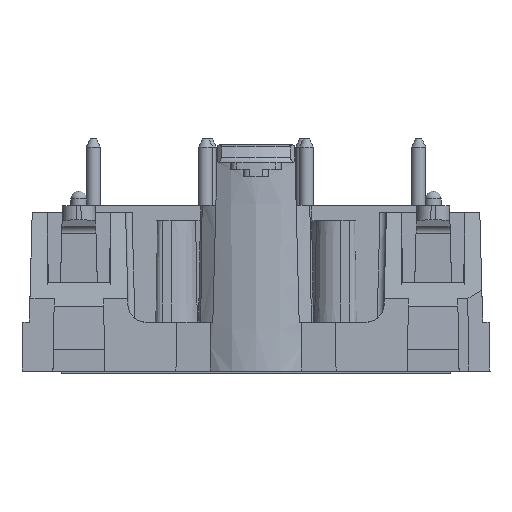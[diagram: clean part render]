
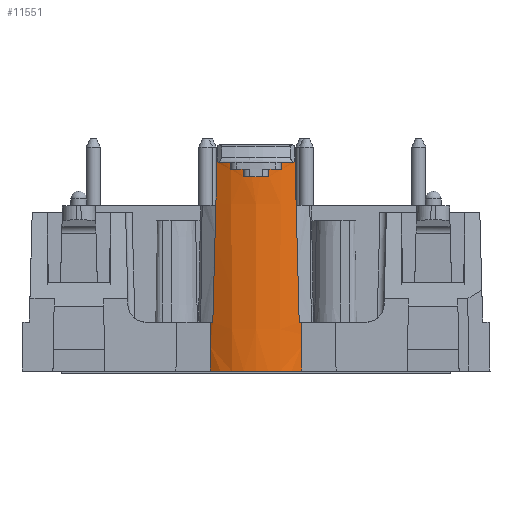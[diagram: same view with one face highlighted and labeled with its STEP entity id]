
A CAD part, left-side view. The second image highlights one B-rep face of the part: STEP entity #11551.
In plain terms, the highlighted conical face has half-angle 0.516 degrees and reference radius 5.5 mm.
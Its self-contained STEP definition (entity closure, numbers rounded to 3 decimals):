
#46=ELLIPSE('',#12034,283.039,6.957);
#47=ELLIPSE('',#12050,283.039,6.957);
#131=ELLIPSE('',#12257,248.172,3.71);
#132=ELLIPSE('',#12260,248.172,3.71);
#432=LINE('',#16064,#1186);
#435=LINE('',#16072,#1189);
#438=LINE('',#16080,#1192);
#441=LINE('',#16088,#1195);
#1186=VECTOR('',#13213,1000.);
#1189=VECTOR('',#13222,1000.);
#1192=VECTOR('',#13231,1000.);
#1195=VECTOR('',#13240,1000.);
#2219=CIRCLE('',#12032,5.5);
#2220=CIRCLE('',#12036,5.6);
#2221=CIRCLE('',#12039,5.595);
#2222=CIRCLE('',#12042,5.591);
#2223=CIRCLE('',#12045,5.595);
#2224=CIRCLE('',#12048,5.6);
#2226=CIRCLE('',#12054,5.5);
#2244=CIRCLE('',#12259,5.469);
#3307=ORIENTED_EDGE('',*,*,#5304,.T.);
#3308=ORIENTED_EDGE('',*,*,#5305,.F.);
#3309=ORIENTED_EDGE('',*,*,#4974,.T.);
#3310=ORIENTED_EDGE('',*,*,#4971,.T.);
#3311=ORIENTED_EDGE('',*,*,#4969,.T.);
#3312=ORIENTED_EDGE('',*,*,#4967,.T.);
#3313=ORIENTED_EDGE('',*,*,#4965,.T.);
#3314=ORIENTED_EDGE('',*,*,#4963,.T.);
#3315=ORIENTED_EDGE('',*,*,#4961,.T.);
#3316=ORIENTED_EDGE('',*,*,#4959,.T.);
#3317=ORIENTED_EDGE('',*,*,#4957,.T.);
#3318=ORIENTED_EDGE('',*,*,#4955,.T.);
#3319=ORIENTED_EDGE('',*,*,#4953,.T.);
#3320=ORIENTED_EDGE('',*,*,#4951,.T.);
#3321=ORIENTED_EDGE('',*,*,#4950,.T.);
#3322=ORIENTED_EDGE('',*,*,#5303,.F.);
#4950=EDGE_CURVE('',#6068,#6069,#2219,.T.);
#4951=EDGE_CURVE('',#6070,#6068,#46,.T.);
#4953=EDGE_CURVE('',#6071,#6070,#2220,.T.);
#4955=EDGE_CURVE('',#6072,#6071,#432,.T.);
#4957=EDGE_CURVE('',#6073,#6072,#2221,.T.);
#4959=EDGE_CURVE('',#6074,#6073,#435,.T.);
#4961=EDGE_CURVE('',#6075,#6074,#2222,.T.);
#4963=EDGE_CURVE('',#6076,#6075,#438,.T.);
#4965=EDGE_CURVE('',#6077,#6076,#2223,.T.);
#4967=EDGE_CURVE('',#6078,#6077,#441,.T.);
#4969=EDGE_CURVE('',#6079,#6078,#2224,.T.);
#4971=EDGE_CURVE('',#6080,#6079,#47,.T.);
#4974=EDGE_CURVE('',#6081,#6080,#2226,.T.);
#5303=EDGE_CURVE('',#6318,#6069,#131,.T.);
#5304=EDGE_CURVE('',#6318,#6319,#2244,.T.);
#5305=EDGE_CURVE('',#6081,#6319,#132,.T.);
#6068=VERTEX_POINT('',#16051);
#6069=VERTEX_POINT('',#16053);
#6070=VERTEX_POINT('',#16057);
#6071=VERTEX_POINT('',#16061);
#6072=VERTEX_POINT('',#16065);
#6073=VERTEX_POINT('',#16069);
#6074=VERTEX_POINT('',#16073);
#6075=VERTEX_POINT('',#16077);
#6076=VERTEX_POINT('',#16081);
#6077=VERTEX_POINT('',#16085);
#6078=VERTEX_POINT('',#16089);
#6079=VERTEX_POINT('',#16093);
#6080=VERTEX_POINT('',#16097);
#6081=VERTEX_POINT('',#16101);
#6318=VERTEX_POINT('',#16770);
#6319=VERTEX_POINT('',#16774);
#6923=EDGE_LOOP('',(#3307,#3308,#3309,#3310,#3311,#3312,#3313,#3314,#3315,
#3316,#3317,#3318,#3319,#3320,#3321,#3322));
#7527=FACE_BOUND('',#6923,.T.);
#7950=CONICAL_SURFACE('',#12258,5.5,0.009);
#11551=ADVANCED_FACE('',(#7527),#7950,.T.);
#12032=AXIS2_PLACEMENT_3D('',#16054,#13199,#13200);
#12034=AXIS2_PLACEMENT_3D('',#16056,#13203,#13204);
#12036=AXIS2_PLACEMENT_3D('',#16060,#13208,#13209);
#12039=AXIS2_PLACEMENT_3D('',#16068,#13217,#13218);
#12042=AXIS2_PLACEMENT_3D('',#16076,#13226,#13227);
#12045=AXIS2_PLACEMENT_3D('',#16084,#13235,#13236);
#12048=AXIS2_PLACEMENT_3D('',#16092,#13244,#13245);
#12050=AXIS2_PLACEMENT_3D('',#16096,#13249,#13250);
#12054=AXIS2_PLACEMENT_3D('',#16102,#13257,#13258);
#12257=AXIS2_PLACEMENT_3D('',#16771,#13892,#13893);
#12258=AXIS2_PLACEMENT_3D('',#16772,#13894,#13895);
#12259=AXIS2_PLACEMENT_3D('',#16773,#13896,#13897);
#12260=AXIS2_PLACEMENT_3D('',#16775,#13898,#13899);
#13199=DIRECTION('',(0.,0.,-1.));
#13200=DIRECTION('',(-1.,0.,0.));
#13203=DIRECTION('',(0.,-1.,-0.026));
#13204=DIRECTION('',(0.,-0.026,1.));
#13208=DIRECTION('',(0.,0.,-1.));
#13209=DIRECTION('',(-1.,0.,0.));
#13213=DIRECTION('',(-0.009,0.,1.));
#13217=DIRECTION('',(0.,0.,-1.));
#13218=DIRECTION('',(-1.,0.,0.));
#13222=DIRECTION('',(-0.009,0.,1.));
#13226=DIRECTION('',(0.,0.,-1.));
#13227=DIRECTION('',(-1.,0.,0.));
#13231=DIRECTION('',(0.009,0.,-1.));
#13235=DIRECTION('',(0.,0.,-1.));
#13236=DIRECTION('',(-1.,0.,0.));
#13240=DIRECTION('',(0.009,0.,-1.));
#13244=DIRECTION('',(0.,0.,-1.));
#13245=DIRECTION('',(-1.,0.,0.));
#13249=DIRECTION('',(0.,1.,-0.026));
#13250=DIRECTION('',(0.,0.026,1.));
#13257=DIRECTION('',(0.,0.,-1.));
#13258=DIRECTION('',(-1.,0.,0.));
#13892=DIRECTION('',(1.,0.,0.017));
#13893=DIRECTION('',(-0.017,0.,1.));
#13894=DIRECTION('',(0.,0.,1.));
#13895=DIRECTION('',(-1.,0.,0.));
#13896=DIRECTION('',(0.,0.,1.));
#13897=DIRECTION('',(1.,0.,0.));
#13898=DIRECTION('',(1.,0.,0.017));
#13899=DIRECTION('',(-0.017,0.,1.));
#16051=CARTESIAN_POINT('',(-32.11,3.,3.25));
#16053=CARTESIAN_POINT('',(-32.,3.162,3.25));
#16054=CARTESIAN_POINT('',(-27.5,0.,3.25));
#16056=CARTESIAN_POINT('',(-27.5,-2.549,215.159));
#16057=CARTESIAN_POINT('',(-32.401,2.709,14.35));
#16060=CARTESIAN_POINT('',(-27.5,0.,14.35));
#16061=CARTESIAN_POINT('',(-32.82,1.75,14.35));
#16064=CARTESIAN_POINT('',(-32.817,1.75,14.1));
#16065=CARTESIAN_POINT('',(-32.815,1.75,13.85));
#16068=CARTESIAN_POINT('',(-27.5,0.,13.85));
#16069=CARTESIAN_POINT('',(-33.023,0.9,13.85));
#16072=CARTESIAN_POINT('',(-33.02,0.9,13.6));
#16073=CARTESIAN_POINT('',(-33.018,0.9,13.35));
#16076=CARTESIAN_POINT('',(-27.5,0.,13.35));
#16077=CARTESIAN_POINT('',(-33.018,-0.9,13.35));
#16080=CARTESIAN_POINT('',(-33.02,-0.9,13.6));
#16081=CARTESIAN_POINT('',(-33.023,-0.9,13.85));
#16084=CARTESIAN_POINT('',(-27.5,0.,13.85));
#16085=CARTESIAN_POINT('',(-32.815,-1.75,13.85));
#16088=CARTESIAN_POINT('',(-32.817,-1.75,14.1));
#16089=CARTESIAN_POINT('',(-32.82,-1.75,14.35));
#16092=CARTESIAN_POINT('',(-27.5,0.,14.35));
#16093=CARTESIAN_POINT('',(-32.401,-2.709,14.35));
#16096=CARTESIAN_POINT('',(-27.5,2.549,215.159));
#16097=CARTESIAN_POINT('',(-32.11,-3.,3.25));
#16101=CARTESIAN_POINT('',(-32.,-3.162,3.25));
#16102=CARTESIAN_POINT('',(-27.5,0.,3.25));
#16770=CARTESIAN_POINT('',(-31.941,3.193,-0.15));
#16771=CARTESIAN_POINT('',(-29.735,0.,-126.486));
#16772=CARTESIAN_POINT('',(-27.5,0.,3.25));
#16773=CARTESIAN_POINT('',(-27.5,0.,-0.15));
#16774=CARTESIAN_POINT('',(-31.941,-3.193,-0.15));
#16775=CARTESIAN_POINT('',(-29.735,0.,-126.486));
